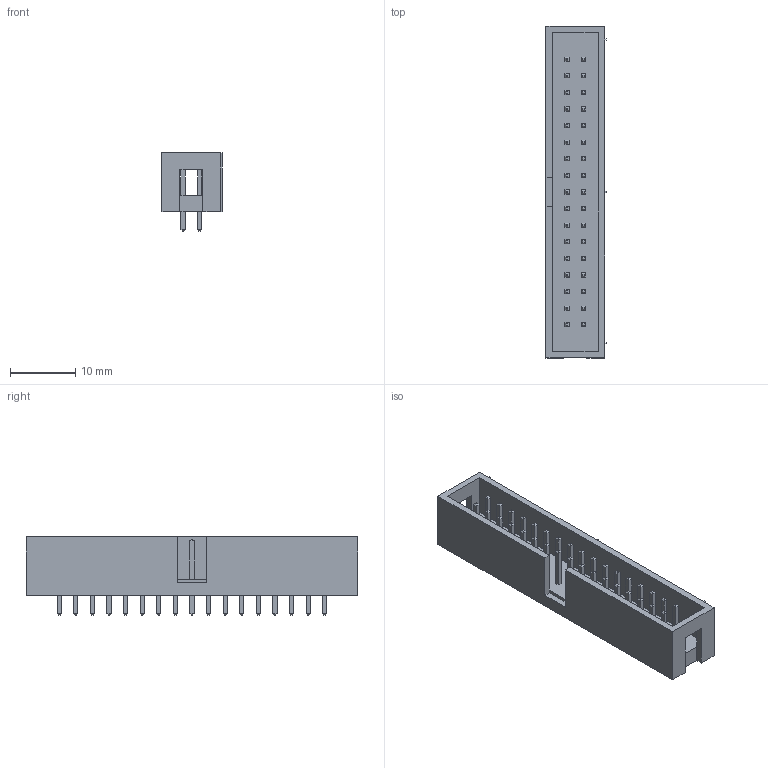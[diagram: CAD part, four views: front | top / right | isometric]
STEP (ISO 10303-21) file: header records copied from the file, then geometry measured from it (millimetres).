
FILE_DESCRIPTION(('FreeCAD Model'),'2;1');
FILE_NAME('Box_Header_Straight_2x17.step', '2019-08-18T01:27:29',('Author'),(''), 'Open CASCADE STEP processor 6.8','FreeCAD','Unknown');
FILE_SCHEMA(('AUTOMOTIVE_DESIGN_CC2 { 1 2 10303 214 -1 1 5 4 }'));
Length unit declared in the file: millimetre
Products named in the file (1): Box_Header_Straight_2x17
Bounding box: 9.2 x 50.8 x 12 mm (x, y, z)
Volume: 1942.5 mm3; surface area: 3419.9 mm2
Topology: 1 solids, 1 shells, 648 faces, 1468 edges, 886 vertices
Faces by surface type: plane 648
Entity records: 21925 total; most frequent: CARTESIAN_POINT 3003, ORIENTED_EDGE 2936, DIRECTION 2766, EDGE_CURVE 1468, LINE 1468, VECTOR 1468, VERTEX_POINT 886, FACE_BOUND 716
